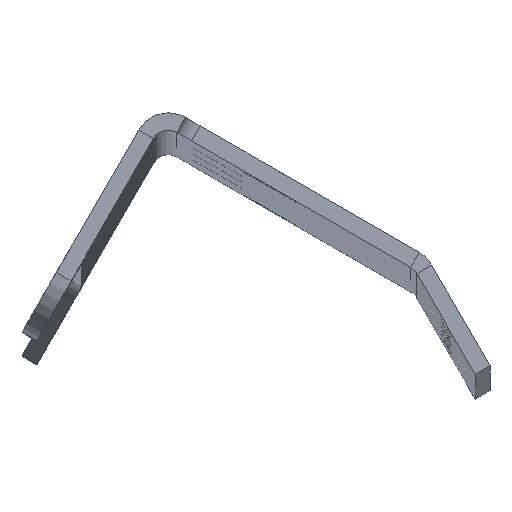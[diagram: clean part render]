
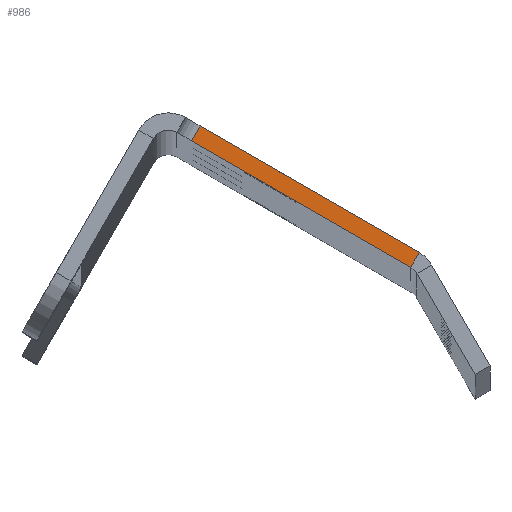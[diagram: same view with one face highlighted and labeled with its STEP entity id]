
A CAD part, top view. The second image highlights one B-rep face of the part: STEP entity #986.
In plain terms, the highlighted planar face has unit normal (0, 0, 1).
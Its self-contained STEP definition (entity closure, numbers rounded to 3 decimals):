
#247 = DIRECTION ( 'NONE',  ( 0.866, -0.5, 0. ) ) ;
#257 = CARTESIAN_POINT ( 'NONE',  ( 660.558, 1043.527, 2505. ) ) ;
#516 = EDGE_CURVE ( 'NONE', #1838, #1491, #893, .T. ) ;
#715 = CARTESIAN_POINT ( 'NONE',  ( 622.196, 1065.675, 2505. ) ) ;
#833 = PLANE ( 'NONE',  #1169 ) ;
#893 = LINE ( 'NONE', #1308, #2787 ) ;
#964 = CARTESIAN_POINT ( 'NONE',  ( 662.058, 1046.125, 2505. ) ) ;
#986 = ADVANCED_FACE ( 'NONE', ( #1850 ), #833, .T. ) ;
#1144 = ORIENTED_EDGE ( 'NONE', *, *, #2595, .T. ) ;
#1169 = AXIS2_PLACEMENT_3D ( 'NONE', #2322, #1457, #1238 ) ;
#1238 = DIRECTION ( 'NONE',  ( 0.866, -0.5, 0. ) ) ;
#1257 = VERTEX_POINT ( 'NONE', #2183 ) ;
#1305 = VECTOR ( 'NONE', #1795, 1000. ) ;
#1308 = CARTESIAN_POINT ( 'NONE',  ( 662.058, 1046.125, 2505. ) ) ;
#1399 = CARTESIAN_POINT ( 'NONE',  ( 662.058, 1046.125, 2505. ) ) ;
#1406 = ORIENTED_EDGE ( 'NONE', *, *, #2517, .F. ) ;
#1453 = VECTOR ( 'NONE', #1686, 1000. ) ;
#1457 = DIRECTION ( 'NONE',  ( 0., 0., 1. ) ) ;
#1491 = VERTEX_POINT ( 'NONE', #1399 ) ;
#1686 = DIRECTION ( 'NONE',  ( 0.5, 0.866, 0. ) ) ;
#1792 = VERTEX_POINT ( 'NONE', #715 ) ;
#1795 = DIRECTION ( 'NONE',  ( 0.866, -0.5, 0. ) ) ;
#1838 = VERTEX_POINT ( 'NONE', #257 ) ;
#1850 = FACE_OUTER_BOUND ( 'NONE', #2328, .T. ) ;
#2147 = ORIENTED_EDGE ( 'NONE', *, *, #516, .T. ) ;
#2148 = DIRECTION ( 'NONE',  ( 0.5, 0.866, 0. ) ) ;
#2183 = CARTESIAN_POINT ( 'NONE',  ( 623.696, 1068.273, 2505. ) ) ;
#2222 = LINE ( 'NONE', #2411, #2734 ) ;
#2322 = CARTESIAN_POINT ( 'NONE',  ( 662.058, 1046.125, 2505. ) ) ;
#2328 = EDGE_LOOP ( 'NONE', ( #1406, #1144, #2147, #2583 ) ) ;
#2411 = CARTESIAN_POINT ( 'NONE',  ( 619.598, 1067.175, 2505. ) ) ;
#2453 = LINE ( 'NONE', #964, #1305 ) ;
#2514 = LINE ( 'NONE', #2752, #1453 ) ;
#2517 = EDGE_CURVE ( 'NONE', #1792, #1257, #2514, .T. ) ;
#2583 = ORIENTED_EDGE ( 'NONE', *, *, #2775, .F. ) ;
#2595 = EDGE_CURVE ( 'NONE', #1792, #1838, #2222, .T. ) ;
#2734 = VECTOR ( 'NONE', #247, 1000. ) ;
#2752 = CARTESIAN_POINT ( 'NONE',  ( 623.696, 1068.273, 2505. ) ) ;
#2775 = EDGE_CURVE ( 'NONE', #1257, #1491, #2453, .T. ) ;
#2787 = VECTOR ( 'NONE', #2148, 1000. ) ;
